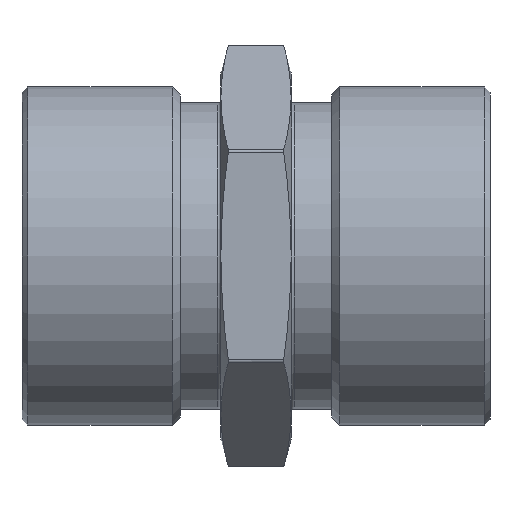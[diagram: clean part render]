
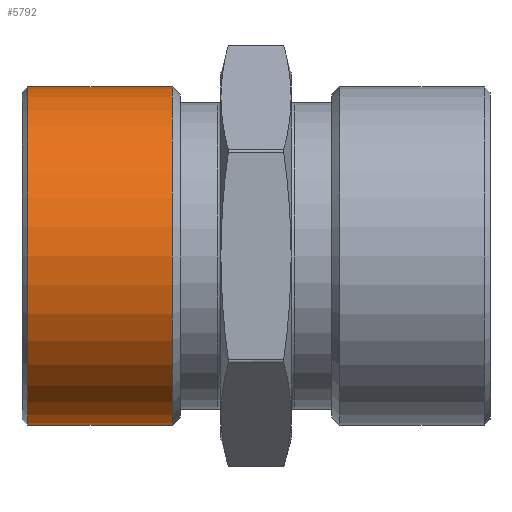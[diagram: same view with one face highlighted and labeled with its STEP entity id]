
A CAD part, front view. The second image highlights one B-rep face of the part: STEP entity #5792.
In plain terms, the highlighted cylindrical face has radius 16.625 mm (diameter 33.249 mm), a full revolution.
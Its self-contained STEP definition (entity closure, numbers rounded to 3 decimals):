
#451 = AXIS2_PLACEMENT_3D ( 'NONE', #3099, #3569, #3973 ) ;
#3099 = CARTESIAN_POINT ( 'NONE',  ( -15.225, 0., 0. ) ) ;
#3499 = AXIS2_PLACEMENT_3D ( 'NONE', #9710, #9712, #9711 ) ;
#3569 = DIRECTION ( 'NONE',  ( 1., 0., 0. ) ) ;
#3806 = AXIS2_PLACEMENT_3D ( 'NONE', #9934, #9856, #9713 ) ;
#3973 = DIRECTION ( 'NONE',  ( 0., 0., -1. ) ) ;
#4487 = VERTEX_POINT ( 'NONE', #5216 ) ;
#4491 = VERTEX_POINT ( 'NONE', #5220 ) ;
#4504 = CIRCLE ( 'NONE', #3806, 16.625 ) ;
#4585 = CIRCLE ( 'NONE', #3499, 16.625 ) ;
#5216 = CARTESIAN_POINT ( 'NONE',  ( -8.237, 0., -16.625 ) ) ;
#5220 = CARTESIAN_POINT ( 'NONE',  ( -22.425, 0., 16.625 ) ) ;
#5309 = FACE_OUTER_BOUND ( 'NONE', #8380, .T. ) ;
#5381 = FACE_OUTER_BOUND ( 'NONE', #8654, .T. ) ;
#5383 = CYLINDRICAL_SURFACE ( 'NONE', #451, 16.625 ) ;
#5792 = ADVANCED_FACE ( 'NONE', ( #5381, #5309 ), #5383, .T. ) ;
#6298 = EDGE_CURVE ( 'NONE', #4487, #4487, #4504, .T. ) ;
#6366 = EDGE_CURVE ( 'NONE', #4491, #4491, #4585, .T. ) ;
#6985 = ORIENTED_EDGE ( 'NONE', *, *, #6298, .T. ) ;
#7319 = ORIENTED_EDGE ( 'NONE', *, *, #6366, .F. ) ;
#8380 = EDGE_LOOP ( 'NONE', ( #7319 ) ) ;
#8654 = EDGE_LOOP ( 'NONE', ( #6985 ) ) ;
#9710 = CARTESIAN_POINT ( 'NONE',  ( -22.425, 0., 0. ) ) ;
#9711 = DIRECTION ( 'NONE',  ( 0., 0., 1. ) ) ;
#9712 = DIRECTION ( 'NONE',  ( -1., 0., 0. ) ) ;
#9713 = DIRECTION ( 'NONE',  ( 0., 0., -1. ) ) ;
#9856 = DIRECTION ( 'NONE',  ( -1., 0., 0. ) ) ;
#9934 = CARTESIAN_POINT ( 'NONE',  ( -8.237, 0., 0. ) ) ;
